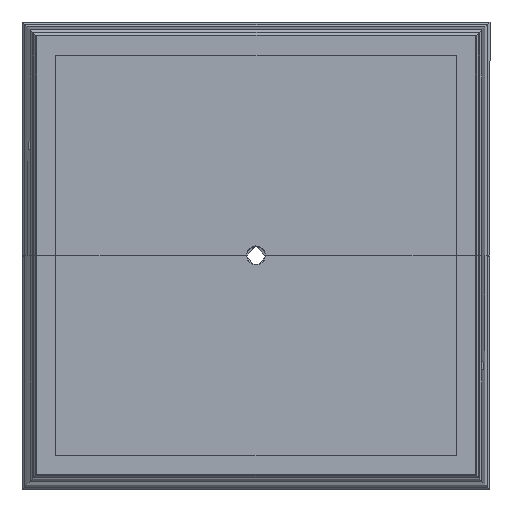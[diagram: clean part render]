
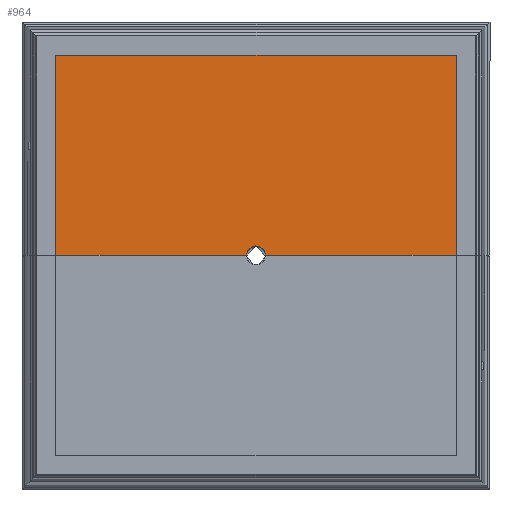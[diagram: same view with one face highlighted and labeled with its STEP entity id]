
A CAD part, top view. The second image highlights one B-rep face of the part: STEP entity #964.
In plain terms, the highlighted planar face has unit normal (0, 0, 1).
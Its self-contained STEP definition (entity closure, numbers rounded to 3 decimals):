
#554=CIRCLE('',#4468,0.4);
#964=ADVANCED_FACE('',(#1282),#1076,.T.);
#1076=PLANE('',#4567);
#1282=FACE_OUTER_BOUND('',#1492,.T.);
#1492=EDGE_LOOP('',(#2470,#2471,#2472,#2473,#2474,#2475));
#2470=ORIENTED_EDGE('',*,*,#3427,.F.);
#2471=ORIENTED_EDGE('',*,*,#3631,.T.);
#2472=ORIENTED_EDGE('',*,*,#3632,.T.);
#2473=ORIENTED_EDGE('',*,*,#3596,.T.);
#2474=ORIENTED_EDGE('',*,*,#3633,.T.);
#2475=ORIENTED_EDGE('',*,*,#3634,.T.);
#2925=VERTEX_POINT('',#6867);
#2926=VERTEX_POINT('',#6869);
#3045=VERTEX_POINT('',#7255);
#3046=VERTEX_POINT('',#7257);
#3065=VERTEX_POINT('',#7324);
#3066=VERTEX_POINT('',#7327);
#3427=EDGE_CURVE('',#2925,#2926,#554,.T.);
#3596=EDGE_CURVE('',#3046,#3045,#3904,.T.);
#3631=EDGE_CURVE('',#2925,#3065,#3939,.T.);
#3632=EDGE_CURVE('',#3065,#3046,#3940,.T.);
#3633=EDGE_CURVE('',#3045,#3066,#3941,.T.);
#3634=EDGE_CURVE('',#3066,#2926,#3942,.T.);
#3904=LINE('',#7256,#4230);
#3939=LINE('',#7323,#4265);
#3940=LINE('',#7325,#4266);
#3941=LINE('',#7326,#4267);
#3942=LINE('',#7328,#4268);
#4230=VECTOR('',#5377,1.);
#4265=VECTOR('',#5438,1.);
#4266=VECTOR('',#5439,1.);
#4267=VECTOR('',#5440,1.);
#4268=VECTOR('',#5441,1.);
#4468=AXIS2_PLACEMENT_3D('',#6868,#5078,#5079);
#4567=AXIS2_PLACEMENT_3D('',#7329,#5442,#5443);
#5078=DIRECTION('',(0.,0.,1.));
#5079=DIRECTION('',(0.,-1.,0.));
#5377=DIRECTION('',(1.,0.,0.));
#5438=DIRECTION('',(-1.,0.,0.));
#5439=DIRECTION('',(0.,-1.,0.));
#5440=DIRECTION('',(0.,1.,0.));
#5441=DIRECTION('',(-1.,0.,0.));
#5442=DIRECTION('',(0.,0.,1.));
#5443=DIRECTION('',(-1.,0.,0.));
#6867=CARTESIAN_POINT('',(-0.4,0.,17.7));
#6868=CARTESIAN_POINT('',(0.,0.,17.7));
#6869=CARTESIAN_POINT('',(0.4,0.,17.7));
#7255=CARTESIAN_POINT('',(8.55,-8.55,17.7));
#7256=CARTESIAN_POINT('',(-8.55,-8.55,17.7));
#7257=CARTESIAN_POINT('',(-8.55,-8.55,17.7));
#7323=CARTESIAN_POINT('',(0.,0.,17.7));
#7324=CARTESIAN_POINT('',(-8.55,0.,17.7));
#7325=CARTESIAN_POINT('',(-8.55,8.55,17.7));
#7326=CARTESIAN_POINT('',(8.55,-8.55,17.7));
#7327=CARTESIAN_POINT('',(8.55,0.,17.7));
#7328=CARTESIAN_POINT('',(0.,0.,17.7));
#7329=CARTESIAN_POINT('',(0.,0.,17.7));
